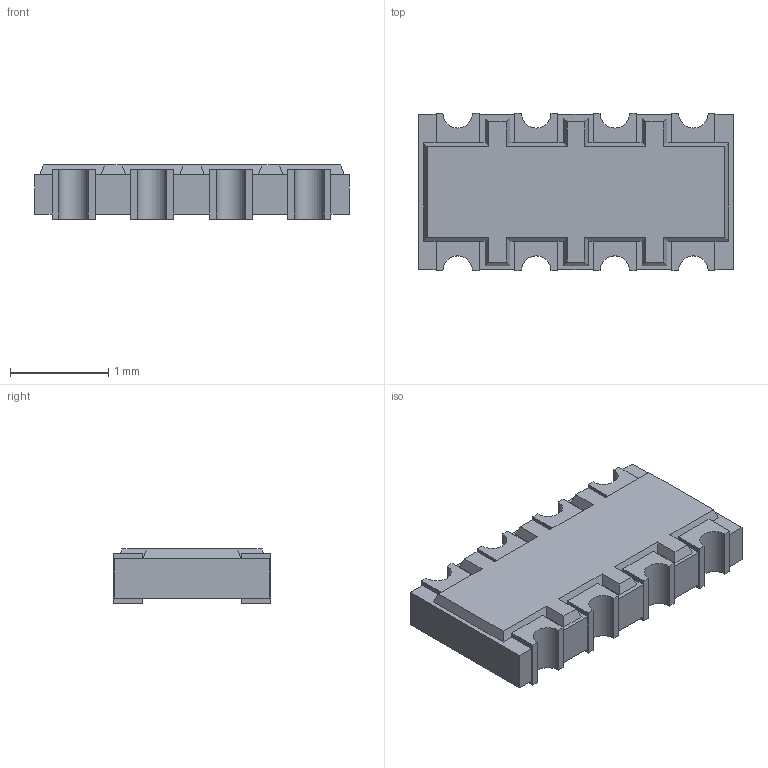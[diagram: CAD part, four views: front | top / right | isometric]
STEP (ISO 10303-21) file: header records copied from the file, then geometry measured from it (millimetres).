
FILE_DESCRIPTION (( 'STEP AP214' ), '1' );
FILE_NAME ('SW3dPS-RN164P.STEP', '2009-07-27T10:43:10', ( 'SysAdmin' ), ( 'SolidWorks' ), 'SwSTEP 2.0', 'SolidWorks 2009', '' );
FILE_SCHEMA (( 'AUTOMOTIVE_DESIGN' ));
Length unit declared in the file: millimetre
Products named in the file (1): SW3dPS-RN164P
Bounding box: 3.2 x 1.6 x 0.55 mm (x, y, z)
Volume: 2.3 mm3; surface area: 22.7 mm2
Topology: 9 solids, 9 shells, 168 faces, 416 edges, 272 vertices
Faces by surface type: plane 160, cylinder 8
Entity records: 6118 total; most frequent: CARTESIAN_POINT 857, ORIENTED_EDGE 832, DIRECTION 770, EDGE_CURVE 416, VECTOR 400, LINE 400, VERTEX_POINT 272, AXIS2_PLACEMENT_3D 185
